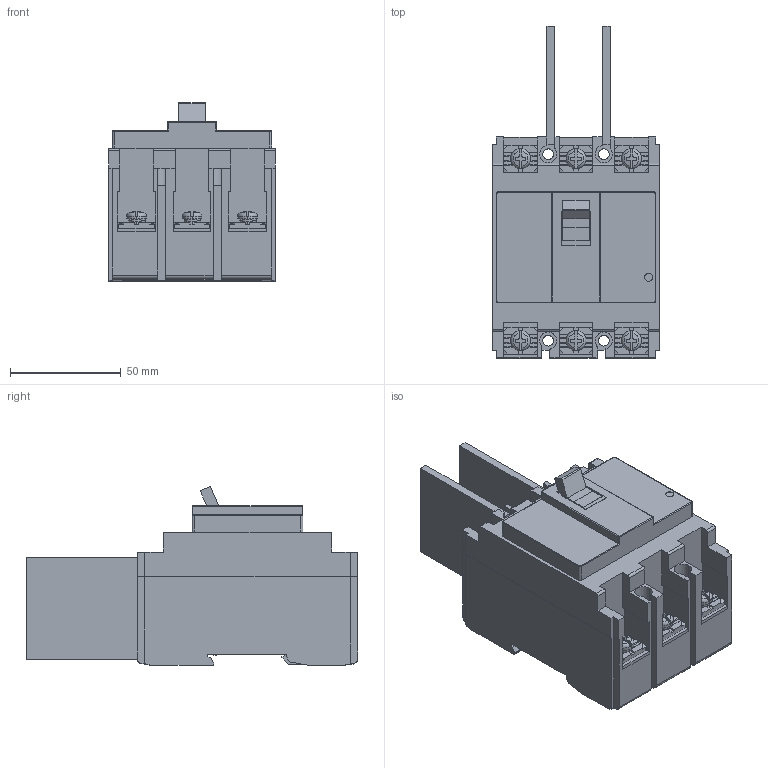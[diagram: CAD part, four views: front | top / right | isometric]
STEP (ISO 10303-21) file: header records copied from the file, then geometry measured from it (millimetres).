
FILE_DESCRIPTION(('CoCreate Modeling STEP Export'),'2;1');
FILE_NAME('Ｅ５０ＮＦ３Ｆ.stp','2016-03-23T14:03:23',(''),(''),'CoCreate Modeling STEP processor for AP214 (Solid Model)','CoCreate Modeling 17.0 01-Apr-2010 (C) Parametric Technology GmbH','');
FILE_SCHEMA(('AUTOMOTIVE_DESIGN { 1 0 10303 214 1 1 1 1 }'));
Length unit declared in the file: millimetre
Products named in the file (9): P1; P2.1; P3; P6; P7; P8.2; P5.2; P4.3; Ｅ５０ＮＦ３Ｆ
Assembly tree (28 placements, depth 2):
  Ｅ５０ＮＦ３Ｆ
    P4.3  x6
    P5.2  x6
    P8.2  x3
    P7  x3
    P6  x6
    P3
    P2.1  x2
    P1
Bounding box: 75 x 149.5 x 80.5 mm (x, y, z)
Volume: 414027.2 mm3; surface area: 72665.1 mm2
Topology: 28 solids, 28 shells, 1100 faces, 3054 edges, 2003 vertices
Faces by surface type: plane 703, cylinder 291, bspline 60, sphere 18, torus 16, cone 12
Entity records: 34852 total; most frequent: CARTESIAN_POINT 23993, ORIENTED_EDGE 2368, DIRECTION 1967, EDGE_CURVE 1184, VECTOR 805, LINE 805, VERTEX_POINT 777, AXIS2_PLACEMENT_3D 581
